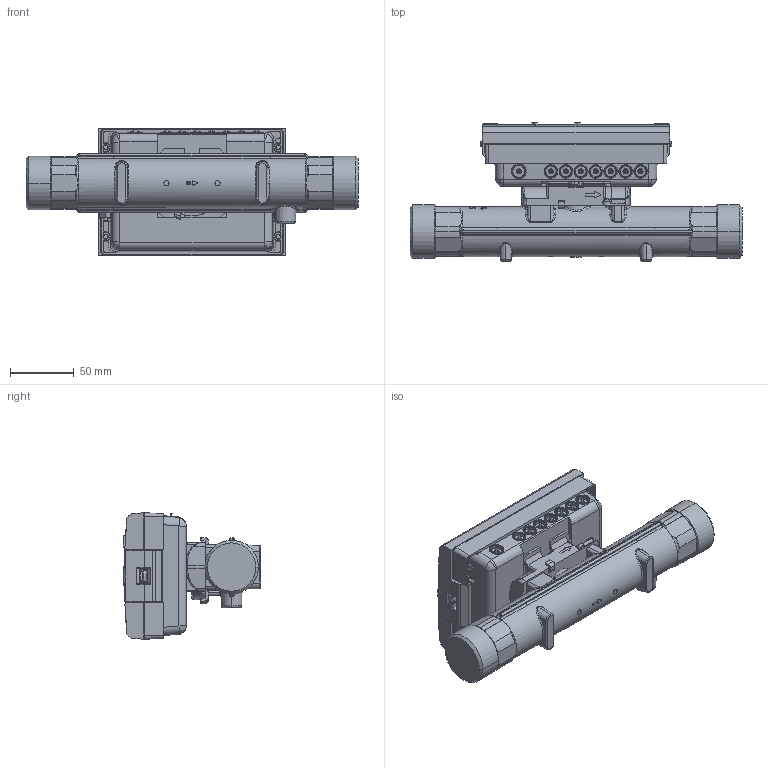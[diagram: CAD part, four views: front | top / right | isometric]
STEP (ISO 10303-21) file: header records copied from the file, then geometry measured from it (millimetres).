
FILE_DESCRIPTION (( 'STEP AP203' ), '1' );
FILE_NAME ('SHARKY775_DN25_260_G5-4B.step', '2016-06-23T14:47:52', ( 'Anwender' ), ( 'HYDROMETER GmbH' ), 'SwSTEP 2.0', 'SolidWorks 2014', '' );
FILE_SCHEMA (( 'CONFIG_CONTROL_DESIGN' ));
Products named in the file (1): SHARKY775_DN25_260_G5-4B
Bounding box: 260 x 108.07 x 99 mm (x, y, z)
Volume: 976543 mm3; surface area: 118150.1 mm2
Topology: 2 solids, 3 shells, 3221 faces, 8650 edges, 5644 vertices
Faces by surface type: plane 1930, cylinder 638, bspline 473, cone 164, torus 16
Entity records: 131809 total; most frequent: CARTESIAN_POINT 55455, ORIENTED_EDGE 17282, DIRECTION 13627, EDGE_CURVE 8641, VERTEX_POINT 5644, VECTOR 5603, LINE 5603, AXIS2_PLACEMENT_3D 4012
